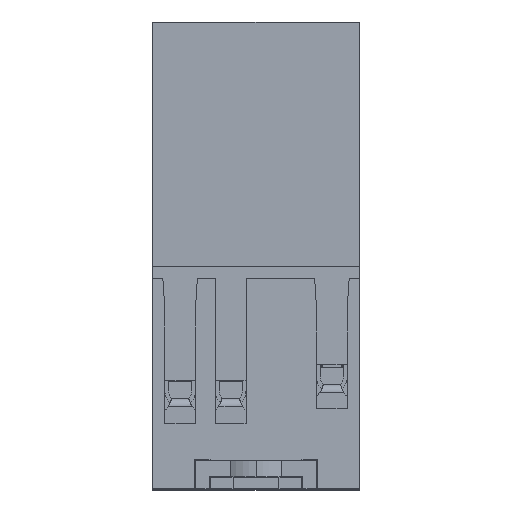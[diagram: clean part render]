
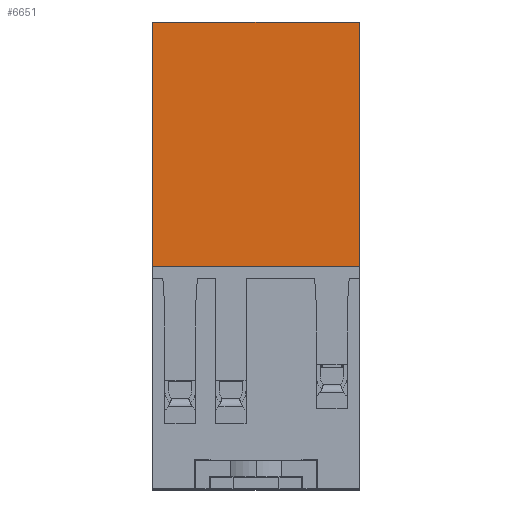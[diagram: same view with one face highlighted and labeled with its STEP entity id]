
A CAD part, top view. The second image highlights one B-rep face of the part: STEP entity #6651.
In plain terms, the highlighted planar face has unit normal (0, 0, -1).
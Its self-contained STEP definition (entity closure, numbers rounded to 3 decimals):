
#1 = ORIENTED_EDGE ( 'NONE', *, *, #27821, .F. ) ;
#329 = AXIS2_PLACEMENT_3D ( 'NONE', #22940, #11257, #27751 ) ;
#448 = FACE_OUTER_BOUND ( 'NONE', #7907, .T. ) ;
#1326 = LINE ( 'NONE', #21636, #2059 ) ;
#2059 = VECTOR ( 'NONE', #5222, 1000. ) ;
#2067 = VERTEX_POINT ( 'NONE', #14126 ) ;
#2132 = VECTOR ( 'NONE', #5398, 1000. ) ;
#2223 = VERTEX_POINT ( 'NONE', #26497 ) ;
#2243 = EDGE_CURVE ( 'NONE', #2223, #9504, #20878, .T. ) ;
#2990 = CARTESIAN_POINT ( 'NONE',  ( -11., 41.5, -11.75 ) ) ;
#3094 = DIRECTION ( 'NONE',  ( 0., -1., 0. ) ) ;
#3548 = DIRECTION ( 'NONE',  ( -1., 0., 0. ) ) ;
#3667 = CARTESIAN_POINT ( 'NONE',  ( 0., 29., -11.75 ) ) ;
#4992 = VECTOR ( 'NONE', #3094, 1000. ) ;
#5031 = CARTESIAN_POINT ( 'NONE',  ( 11., 29., -11.75 ) ) ;
#5222 = DIRECTION ( 'NONE',  ( 0., 1., 0. ) ) ;
#5398 = DIRECTION ( 'NONE',  ( 0., -1., 0. ) ) ;
#5616 = VECTOR ( 'NONE', #3548, 1000. ) ;
#5785 = VERTEX_POINT ( 'NONE', #20211 ) ;
#6316 = LINE ( 'NONE', #10651, #5616 ) ;
#6455 = CARTESIAN_POINT ( 'NONE',  ( 13.5, 61., -11.75 ) ) ;
#6651 = ADVANCED_FACE ( 'NONE', ( #448 ), #13505, .T. ) ;
#7288 = CARTESIAN_POINT ( 'NONE',  ( 0., 61., -11.75 ) ) ;
#7726 = VECTOR ( 'NONE', #8002, 1000. ) ;
#7907 = EDGE_LOOP ( 'NONE', ( #12256, #1, #27829, #14766, #24142, #19085, #19857, #26014 ) ) ;
#8002 = DIRECTION ( 'NONE',  ( -1., 0., 0. ) ) ;
#9504 = VERTEX_POINT ( 'NONE', #25286 ) ;
#9644 = DIRECTION ( 'NONE',  ( 1., 0., 0. ) ) ;
#10651 = CARTESIAN_POINT ( 'NONE',  ( -12.25, 22., -11.75 ) ) ;
#10782 = EDGE_CURVE ( 'NONE', #9504, #5785, #6316, .T. ) ;
#10792 = EDGE_CURVE ( 'NONE', #2067, #20321, #11884, .T. ) ;
#11046 = VECTOR ( 'NONE', #9644, 1000. ) ;
#11240 = LINE ( 'NONE', #19498, #4992 ) ;
#11257 = DIRECTION ( 'NONE',  ( 0., 0., -1. ) ) ;
#11573 = VERTEX_POINT ( 'NONE', #6455 ) ;
#11788 = LINE ( 'NONE', #7288, #11046 ) ;
#11884 = LINE ( 'NONE', #13008, #23642 ) ;
#11945 = EDGE_CURVE ( 'NONE', #26810, #2067, #13249, .T. ) ;
#12256 = ORIENTED_EDGE ( 'NONE', *, *, #10782, .T. ) ;
#13008 = CARTESIAN_POINT ( 'NONE',  ( 11., 41.5, -11.75 ) ) ;
#13249 = LINE ( 'NONE', #22068, #7726 ) ;
#13505 = PLANE ( 'NONE',  #329 ) ;
#14126 = CARTESIAN_POINT ( 'NONE',  ( 11., 22., -11.75 ) ) ;
#14206 = EDGE_CURVE ( 'NONE', #26810, #11573, #1326, .T. ) ;
#14447 = CARTESIAN_POINT ( 'NONE',  ( -13.5, 61., -11.75 ) ) ;
#14766 = ORIENTED_EDGE ( 'NONE', *, *, #14206, .F. ) ;
#19085 = ORIENTED_EDGE ( 'NONE', *, *, #10792, .T. ) ;
#19498 = CARTESIAN_POINT ( 'NONE',  ( -13.5, 30.5, -11.75 ) ) ;
#19857 = ORIENTED_EDGE ( 'NONE', *, *, #23729, .T. ) ;
#20063 = DIRECTION ( 'NONE',  ( 0., 1., 0. ) ) ;
#20211 = CARTESIAN_POINT ( 'NONE',  ( -13.5, 22., -11.75 ) ) ;
#20321 = VERTEX_POINT ( 'NONE', #5031 ) ;
#20878 = LINE ( 'NONE', #2990, #2132 ) ;
#21636 = CARTESIAN_POINT ( 'NONE',  ( 13.5, 30.5, -11.75 ) ) ;
#21665 = LINE ( 'NONE', #3667, #26513 ) ;
#22068 = CARTESIAN_POINT ( 'NONE',  ( 0., 22., -11.75 ) ) ;
#22940 = CARTESIAN_POINT ( 'NONE',  ( 13.5, 22., -11.75 ) ) ;
#23404 = EDGE_CURVE ( 'NONE', #29059, #11573, #11788, .T. ) ;
#23642 = VECTOR ( 'NONE', #20063, 1000. ) ;
#23729 = EDGE_CURVE ( 'NONE', #20321, #2223, #21665, .T. ) ;
#24142 = ORIENTED_EDGE ( 'NONE', *, *, #11945, .T. ) ;
#24765 = CARTESIAN_POINT ( 'NONE',  ( 13.5, 22., -11.75 ) ) ;
#25286 = CARTESIAN_POINT ( 'NONE',  ( -11., 22., -11.75 ) ) ;
#26014 = ORIENTED_EDGE ( 'NONE', *, *, #2243, .T. ) ;
#26497 = CARTESIAN_POINT ( 'NONE',  ( -11., 29., -11.75 ) ) ;
#26513 = VECTOR ( 'NONE', #27270, 1000. ) ;
#26810 = VERTEX_POINT ( 'NONE', #24765 ) ;
#27270 = DIRECTION ( 'NONE',  ( -1., 0., 0. ) ) ;
#27751 = DIRECTION ( 'NONE',  ( -1., 0., 0. ) ) ;
#27821 = EDGE_CURVE ( 'NONE', #29059, #5785, #11240, .T. ) ;
#27829 = ORIENTED_EDGE ( 'NONE', *, *, #23404, .T. ) ;
#29059 = VERTEX_POINT ( 'NONE', #14447 ) ;
